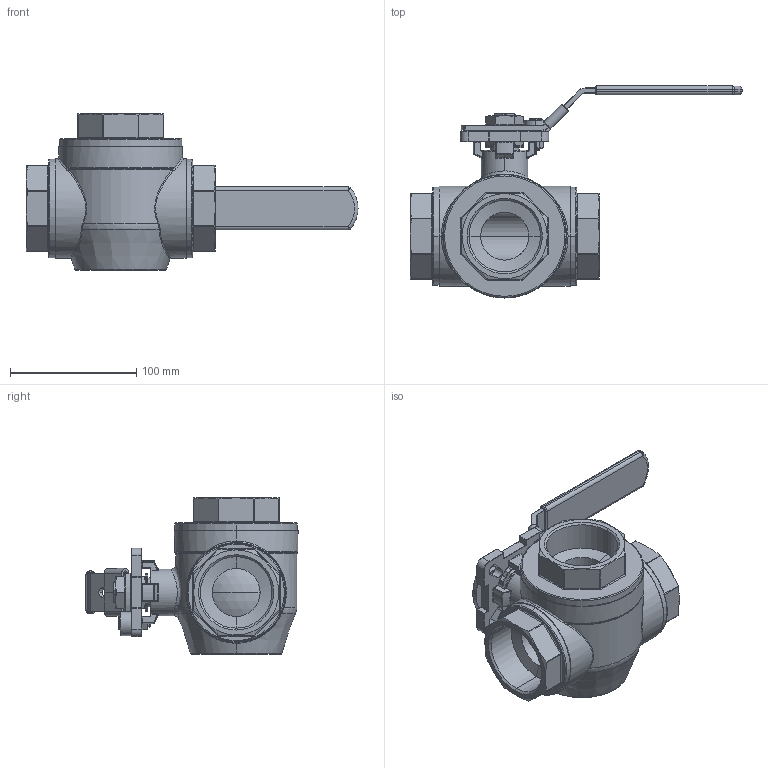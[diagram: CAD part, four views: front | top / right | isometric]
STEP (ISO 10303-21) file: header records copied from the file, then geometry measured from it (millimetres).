
FILE_DESCRIPTION (( 'STEP AP214' ), '1' );
FILE_NAME ('3W-200-00L-4 3-Wege-Kugelhahn 1803.STEP', '2018-03-16T13:46:15', ( '' ), ( '' ), 'SwSTEP 2.0', 'SolidWorks 2016', '' );
FILE_SCHEMA (( 'AUTOMOTIVE_DESIGN' ));
Length unit declared in the file: millimetre
Products named in the file (1): 3W-200-00L-4 3-Wege-Kugelhahn 1803
Bounding box: 263 x 168 x 124 mm (x, y, z)
Volume: 843347.5 mm3; surface area: 125489.3 mm2
Topology: 1 solids, 1 shells, 1299 faces, 3203 edges, 1910 vertices
Faces by surface type: plane 399, cylinder 360, bspline 235, torus 181, cone 64, sphere 60
Entity records: 54730 total; most frequent: CARTESIAN_POINT 22167, ORIENTED_EDGE 6314, DIRECTION 5749, EDGE_CURVE 3157, AXIS2_PLACEMENT_3D 2157, VERTEX_POINT 1908, VECTOR 1435, LINE 1435
